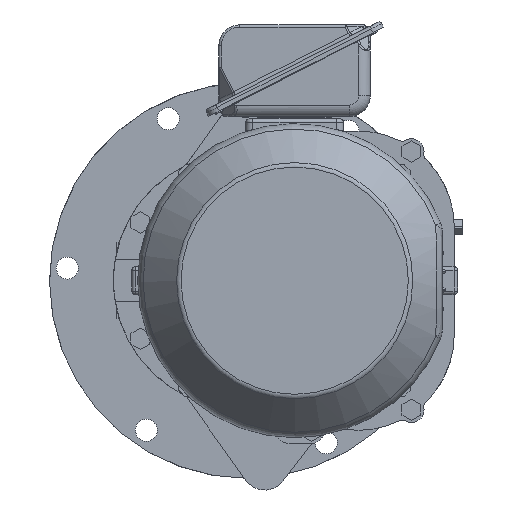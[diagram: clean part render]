
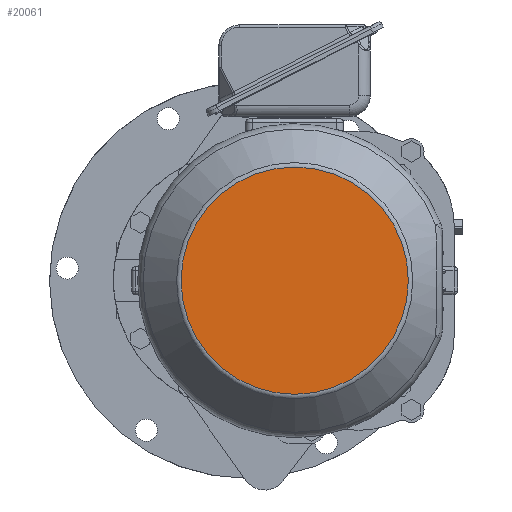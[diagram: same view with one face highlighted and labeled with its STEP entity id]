
A CAD part, left-side view. The second image highlights one B-rep face of the part: STEP entity #20061.
In plain terms, the highlighted planar face has unit normal (-1, 0, 0).
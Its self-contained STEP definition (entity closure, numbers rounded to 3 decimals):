
#795 = PLANE ( 'NONE',  #111799 ) ;
#11039 = EDGE_CURVE ( 'NONE', #24300, #24300, #75836, .T. ) ;
#20061 = ADVANCED_FACE ( 'NONE', ( #62431 ), #795, .F. ) ;
#22854 = ORIENTED_EDGE ( 'NONE', *, *, #11039, .T. ) ;
#23743 = CARTESIAN_POINT ( 'NONE',  ( -516.6, -40.75, -97.668 ) ) ;
#24300 = VERTEX_POINT ( 'NONE', #23743 ) ;
#29285 = CARTESIAN_POINT ( 'NONE',  ( -516.6, 59.25, 0. ) ) ;
#30144 = DIRECTION ( 'NONE',  ( -1., 0., 0. ) ) ;
#47011 = CARTESIAN_POINT ( 'NONE',  ( -516.6, -40.75, 0. ) ) ;
#53805 = EDGE_LOOP ( 'NONE', ( #22854 ) ) ;
#56023 = DIRECTION ( 'NONE',  ( 1., 0., 0. ) ) ;
#62431 = FACE_OUTER_BOUND ( 'NONE', #53805, .T. ) ;
#64714 = DIRECTION ( 'NONE',  ( 0., 0., -1. ) ) ;
#75836 = CIRCLE ( 'NONE', #90650, 97.668 ) ;
#90650 = AXIS2_PLACEMENT_3D ( 'NONE', #47011, #30144, #99302 ) ;
#99302 = DIRECTION ( 'NONE',  ( 0., 0., -1. ) ) ;
#111799 = AXIS2_PLACEMENT_3D ( 'NONE', #29285, #56023, #64714 ) ;
